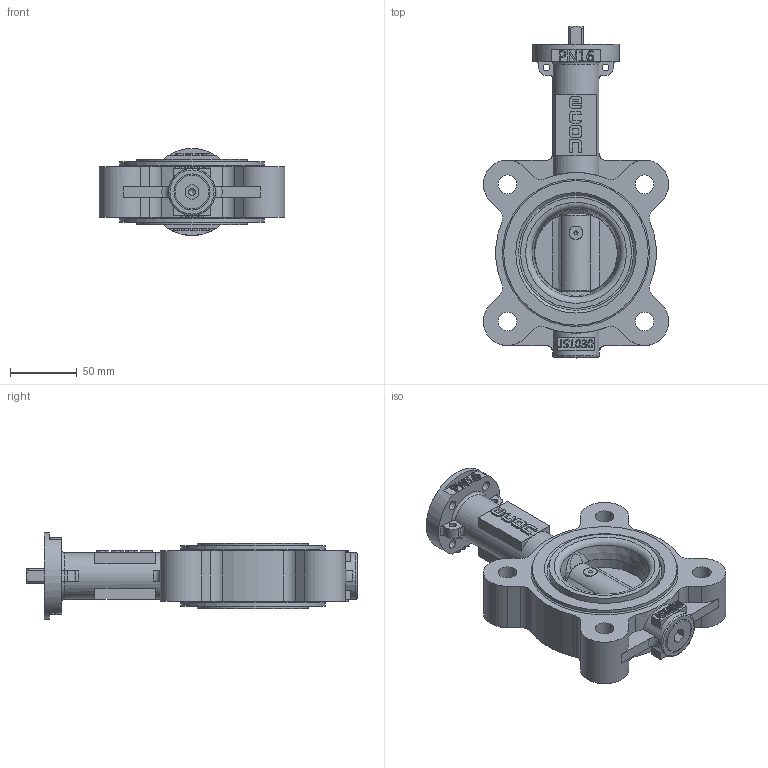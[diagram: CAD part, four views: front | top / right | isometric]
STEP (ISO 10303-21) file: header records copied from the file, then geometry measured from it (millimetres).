
FILE_DESCRIPTION(/* description */ (''),/* implementation_level */ '2;1');
FILE_NAME(/* name */ '6820-DN65-PN16.stp',/* time_stamp */ '2017-05-11T11:47:58+02:00',/* author */ ('nils.martens'),/* organization */ (''),/* preprocessor_version */ 'ST-DEVELOPER v16.5',/* originating_system */ 'Autodesk Inventor 2017',/* authorisation */ '');
FILE_SCHEMA (('AUTOMOTIVE_DESIGN { 1 0 10303 214 3 1 1 }'));
Length unit declared in the file: millimetre
Products named in the file (1): 6820-DN65
Bounding box: 138.39 x 248 x 65 mm (x, y, z)
Volume: 668744.1 mm3; surface area: 101615.3 mm2
Topology: 1 solids, 5 shells, 614 faces, 1596 edges, 1038 vertices
Faces by surface type: plane 298, bspline 168, cylinder 102, cone 23, torus 23
Full cylindrical faces by diameter (mm): 5 x3, 7 x4, 11.4 x1, 13.4 x1, 14 x8, 15 x1, 25 x1, 27 x1, 35 x2, 65 x1, 83 x2, 86 x2, 108 x2
Entity records: 28703 total; most frequent: CARTESIAN_POINT 14288, ORIENTED_EDGE 3072, DIRECTION 2327, EDGE_CURVE 1534, VERTEX_POINT 1019, LINE 823, VECTOR 823, AXIS2_PLACEMENT_3D 752
